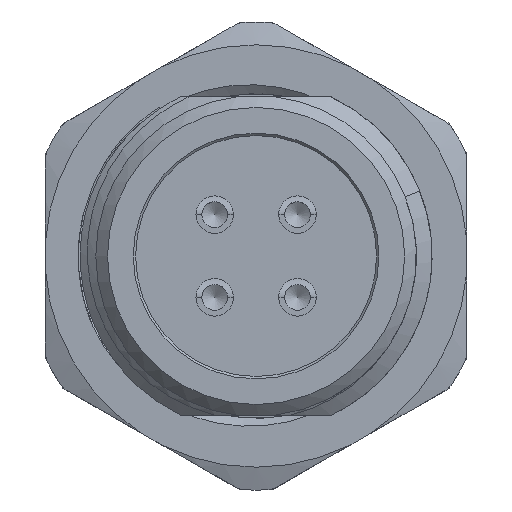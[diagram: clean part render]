
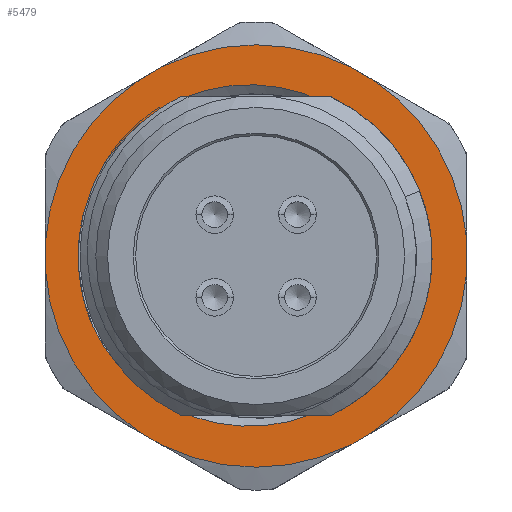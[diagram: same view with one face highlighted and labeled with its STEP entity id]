
A CAD part, left-side view. The second image highlights one B-rep face of the part: STEP entity #5479.
In plain terms, the highlighted planar face has unit normal (-1, 0, 0).
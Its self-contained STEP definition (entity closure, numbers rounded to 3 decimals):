
#237=B_SPLINE_CURVE_WITH_KNOTS('',3,(#19236,#19237,#19238,#19239,#19240,
#19241,#19242),.UNSPECIFIED.,.F.,.F.,(4,1,1,1,4),(0.,
0.004,0.009,0.013,0.017),
 .UNSPECIFIED.);
#238=B_SPLINE_CURVE_WITH_KNOTS('',3,(#19246,#19247,#19248,#19249,#19250,
#19251,#19252),.UNSPECIFIED.,.F.,.F.,(4,1,1,1,4),(0.,
0.004,0.009,0.013,0.017),
 .UNSPECIFIED.);
#536=LINE('',#19253,#801);
#537=LINE('',#19258,#802);
#538=LINE('',#19262,#803);
#539=LINE('',#19266,#804);
#540=LINE('',#19270,#805);
#541=LINE('',#19274,#806);
#801=VECTOR('',#7550,1000.);
#802=VECTOR('',#7553,1000.);
#803=VECTOR('',#7556,1000.);
#804=VECTOR('',#7559,1000.);
#805=VECTOR('',#7562,1000.);
#806=VECTOR('',#7565,1000.);
#1022=PLANE('',#6151);
#2264=ORIENTED_EDGE('',*,*,#3115,.F.);
#2265=ORIENTED_EDGE('',*,*,#3116,.T.);
#2266=ORIENTED_EDGE('',*,*,#3117,.T.);
#2267=ORIENTED_EDGE('',*,*,#3118,.T.);
#2268=ORIENTED_EDGE('',*,*,#3119,.F.);
#2269=ORIENTED_EDGE('',*,*,#3120,.T.);
#2270=ORIENTED_EDGE('',*,*,#3121,.F.);
#2271=ORIENTED_EDGE('',*,*,#3122,.T.);
#2272=ORIENTED_EDGE('',*,*,#3123,.F.);
#2273=ORIENTED_EDGE('',*,*,#3124,.T.);
#2274=ORIENTED_EDGE('',*,*,#3125,.F.);
#2275=ORIENTED_EDGE('',*,*,#3126,.T.);
#2276=ORIENTED_EDGE('',*,*,#3127,.F.);
#2277=ORIENTED_EDGE('',*,*,#3128,.T.);
#2278=ORIENTED_EDGE('',*,*,#3129,.F.);
#2279=ORIENTED_EDGE('',*,*,#3130,.T.);
#3115=EDGE_CURVE('',#3689,#3690,#4015,.T.);
#3116=EDGE_CURVE('',#3689,#3691,#237,.T.);
#3117=EDGE_CURVE('',#3691,#3692,#4016,.F.);
#3118=EDGE_CURVE('',#3692,#3690,#238,.T.);
#3119=EDGE_CURVE('',#3693,#3694,#536,.T.);
#3120=EDGE_CURVE('',#3693,#3695,#4017,.F.);
#3121=EDGE_CURVE('',#3696,#3695,#537,.T.);
#3122=EDGE_CURVE('',#3696,#3697,#4018,.F.);
#3123=EDGE_CURVE('',#3698,#3697,#538,.T.);
#3124=EDGE_CURVE('',#3698,#3699,#4019,.F.);
#3125=EDGE_CURVE('',#3700,#3699,#539,.T.);
#3126=EDGE_CURVE('',#3700,#3701,#4020,.F.);
#3127=EDGE_CURVE('',#3702,#3701,#540,.T.);
#3128=EDGE_CURVE('',#3702,#3703,#4021,.F.);
#3129=EDGE_CURVE('',#3704,#3703,#541,.T.);
#3130=EDGE_CURVE('',#3704,#3694,#4022,.F.);
#3689=VERTEX_POINT('',#19234);
#3690=VERTEX_POINT('',#19235);
#3691=VERTEX_POINT('',#19243);
#3692=VERTEX_POINT('',#19245);
#3693=VERTEX_POINT('',#19254);
#3694=VERTEX_POINT('',#19255);
#3695=VERTEX_POINT('',#19257);
#3696=VERTEX_POINT('',#19259);
#3697=VERTEX_POINT('',#19261);
#3698=VERTEX_POINT('',#19263);
#3699=VERTEX_POINT('',#19265);
#3700=VERTEX_POINT('',#19267);
#3701=VERTEX_POINT('',#19269);
#3702=VERTEX_POINT('',#19271);
#3703=VERTEX_POINT('',#19273);
#3704=VERTEX_POINT('',#19275);
#4015=CIRCLE('',#6152,7.6);
#4016=CIRCLE('',#6153,6.93);
#4017=CIRCLE('',#6154,9.024);
#4018=CIRCLE('',#6155,9.024);
#4019=CIRCLE('',#6156,9.024);
#4020=CIRCLE('',#6157,9.024);
#4021=CIRCLE('',#6158,9.024);
#4022=CIRCLE('',#6159,9.024);
#4504=EDGE_LOOP('',(#2264,#2265,#2266,#2267));
#4505=EDGE_LOOP('',(#2268,#2269,#2270,#2271,#2272,#2273,#2274,#2275,#2276,
#2277,#2278,#2279));
#5013=FACE_BOUND('',#4504,.T.);
#5014=FACE_BOUND('',#4505,.T.);
#5479=ADVANCED_FACE('',(#5013,#5014),#1022,.F.);
#6151=AXIS2_PLACEMENT_3D('',#19232,#7544,#7545);
#6152=AXIS2_PLACEMENT_3D('',#19233,#7546,#7547);
#6153=AXIS2_PLACEMENT_3D('',#19244,#7548,#7549);
#6154=AXIS2_PLACEMENT_3D('',#19256,#7551,#7552);
#6155=AXIS2_PLACEMENT_3D('',#19260,#7554,#7555);
#6156=AXIS2_PLACEMENT_3D('',#19264,#7557,#7558);
#6157=AXIS2_PLACEMENT_3D('',#19268,#7560,#7561);
#6158=AXIS2_PLACEMENT_3D('',#19272,#7563,#7564);
#6159=AXIS2_PLACEMENT_3D('',#19276,#7566,#7567);
#7544=DIRECTION('',(1.,0.,0.));
#7545=DIRECTION('',(0.,0.,-1.));
#7546=DIRECTION('',(-1.,0.,0.));
#7547=DIRECTION('',(0.,1.,0.));
#7548=DIRECTION('',(-1.,0.,0.));
#7549=DIRECTION('',(0.,0.,1.));
#7550=DIRECTION('',(0.,1.,0.));
#7551=DIRECTION('',(1.,0.,0.));
#7552=DIRECTION('',(0.,0.,-1.));
#7553=DIRECTION('',(0.,0.498,-0.867));
#7554=DIRECTION('',(1.,0.,0.));
#7555=DIRECTION('',(0.,0.,-1.));
#7556=DIRECTION('',(0.,-0.498,-0.867));
#7557=DIRECTION('',(1.,0.,0.));
#7558=DIRECTION('',(0.,0.,-1.));
#7559=DIRECTION('',(0.,-1.,0.));
#7560=DIRECTION('',(1.,0.,0.));
#7561=DIRECTION('',(0.,0.,-1.));
#7562=DIRECTION('',(0.,-0.497,0.868));
#7563=DIRECTION('',(1.,0.,0.));
#7564=DIRECTION('',(0.,0.,-1.));
#7565=DIRECTION('',(0.,0.497,0.868));
#7566=DIRECTION('',(1.,0.,0.));
#7567=DIRECTION('',(0.,0.,-1.));
#19232=CARTESIAN_POINT('',(-1.5,0.,0.));
#19233=CARTESIAN_POINT('',(-1.5,0.,0.));
#19234=CARTESIAN_POINT('',(-1.5,-4.081,6.411));
#19235=CARTESIAN_POINT('',(-1.5,3.02,6.974));
#19236=CARTESIAN_POINT('',(-1.5,-4.081,6.411));
#19237=CARTESIAN_POINT('',(-1.5,-5.265,5.593));
#19238=CARTESIAN_POINT('',(-1.5,-7.132,3.294));
#19239=CARTESIAN_POINT('',(-1.5,-7.622,-1.136));
#19240=CARTESIAN_POINT('',(-1.5,-5.55,-5.108));
#19241=CARTESIAN_POINT('',(-1.5,-2.928,-6.508));
#19242=CARTESIAN_POINT('',(-1.5,-1.511,-6.763));
#19243=CARTESIAN_POINT('',(-1.5,-1.511,-6.763));
#19244=CARTESIAN_POINT('',(-1.5,0.,0.));
#19245=CARTESIAN_POINT('',(-1.5,2.558,-6.441));
#19246=CARTESIAN_POINT('',(-1.5,2.558,-6.441));
#19247=CARTESIAN_POINT('',(-1.5,3.917,-5.964));
#19248=CARTESIAN_POINT('',(-1.5,6.29,-4.163));
#19249=CARTESIAN_POINT('',(-1.5,7.705,0.074));
#19250=CARTESIAN_POINT('',(-1.5,6.523,4.38));
#19251=CARTESIAN_POINT('',(-1.5,4.318,6.354));
#19252=CARTESIAN_POINT('',(-1.5,3.02,6.974));
#19253=CARTESIAN_POINT('',(-1.5,-4.376,-8.992));
#19254=CARTESIAN_POINT('',(-1.5,-0.764,-8.992));
#19255=CARTESIAN_POINT('',(-1.5,0.764,-8.992));
#19256=CARTESIAN_POINT('',(-1.5,0.,0.));
#19257=CARTESIAN_POINT('',(-1.5,-7.542,-4.955));
#19258=CARTESIAN_POINT('',(-1.5,-9.974,-0.725));
#19259=CARTESIAN_POINT('',(-1.5,-8.078,-4.024));
#19260=CARTESIAN_POINT('',(-1.5,0.,0.));
#19261=CARTESIAN_POINT('',(-1.5,-8.078,4.024));
#19262=CARTESIAN_POINT('',(-1.5,-5.646,8.254));
#19263=CARTESIAN_POINT('',(-1.5,-7.542,4.955));
#19264=CARTESIAN_POINT('',(-1.5,0.,0.));
#19265=CARTESIAN_POINT('',(-1.5,-0.537,9.008));
#19266=CARTESIAN_POINT('',(-1.5,4.342,9.008));
#19267=CARTESIAN_POINT('',(-1.5,0.537,9.008));
#19268=CARTESIAN_POINT('',(-1.5,0.,0.));
#19269=CARTESIAN_POINT('',(-1.5,7.551,4.941));
#19270=CARTESIAN_POINT('',(-1.5,9.975,0.706));
#19271=CARTESIAN_POINT('',(-1.5,8.085,4.008));
#19272=CARTESIAN_POINT('',(-1.5,0.,0.));
#19273=CARTESIAN_POINT('',(-1.5,8.085,-4.008));
#19274=CARTESIAN_POINT('',(-1.5,5.661,-8.243));
#19275=CARTESIAN_POINT('',(-1.5,7.551,-4.941));
#19276=CARTESIAN_POINT('',(-1.5,0.,0.));
